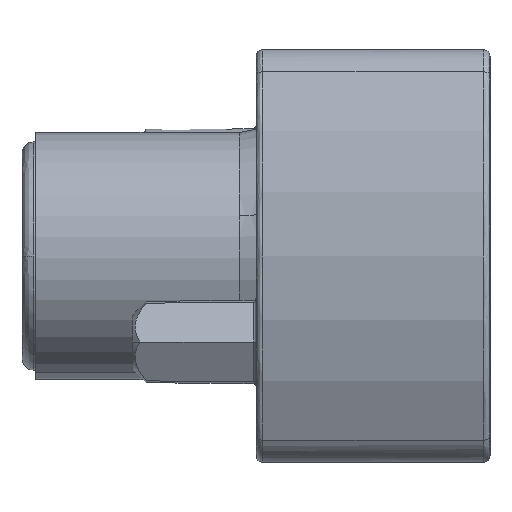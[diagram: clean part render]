
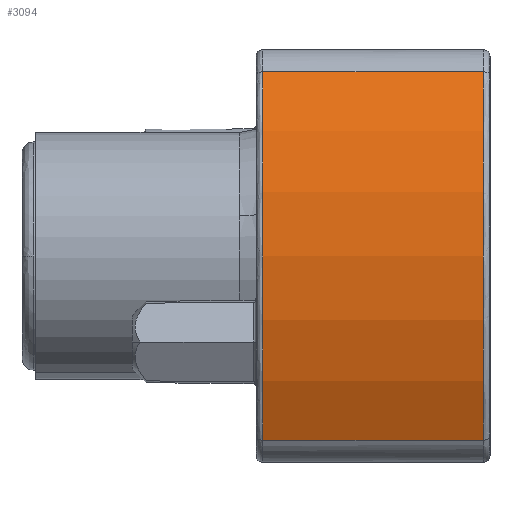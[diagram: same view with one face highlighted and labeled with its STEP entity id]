
A CAD part, left-side view. The second image highlights one B-rep face of the part: STEP entity #3094.
In plain terms, the highlighted cylindrical face has radius 7.367 mm (diameter 14.733 mm), a partial arc.
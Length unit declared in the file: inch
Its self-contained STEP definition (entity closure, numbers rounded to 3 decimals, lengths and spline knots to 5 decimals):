
#1618 = EDGE_LOOP ( 'NONE', ( #6052, #6054, #6056, #6059 ) ) ;
#2487 = CARTESIAN_POINT ( 'NONE',  ( 1.29002, 0.133, 0.15 ) ) ;
#2488 = DIRECTION ( 'NONE',  ( 0., -1., 0. ) ) ;
#2497 = DIRECTION ( 'NONE',  ( 1., 0., 0. ) ) ;
#3094 = ADVANCED_FACE ( 'NONE', ( #6486 ), #6495, .T. ) ;
#6052 = ORIENTED_EDGE ( 'NONE', *, *, #26246, .T. ) ;
#6054 = ORIENTED_EDGE ( 'NONE', *, *, #26247, .T. ) ;
#6056 = ORIENTED_EDGE ( 'NONE', *, *, #26258, .T. ) ;
#6059 = ORIENTED_EDGE ( 'NONE', *, *, #26279, .F. ) ;
#6486 = FACE_OUTER_BOUND ( 'NONE', #1618, .T. ) ;
#6495 = CYLINDRICAL_SURFACE ( 'NONE', #10628, 0.29002 ) ;
#10628 = AXIS2_PLACEMENT_3D ( 'NONE', #2487, #2488, #2497 ) ;
#11496 = AXIS2_PLACEMENT_3D ( 'NONE', #18792, #18793, #18794 ) ;
#11500 = AXIS2_PLACEMENT_3D ( 'NONE', #18978, #18979, #18980 ) ;
#17127 = CIRCLE ( 'NONE', #11496, 0.29002 ) ;
#17128 = LINE ( 'NONE', #18787, #17130 ) ;
#17130 = VECTOR ( 'NONE', #18789, 39.37008 ) ;
#17139 = LINE ( 'NONE', #18840, #17141 ) ;
#17141 = VECTOR ( 'NONE', #18845, 39.37008 ) ;
#17165 = CIRCLE ( 'NONE', #11500, 0.29002 ) ;
#18787 = CARTESIAN_POINT ( 'NONE',  ( 1.03273, 0.133, 0.01616 ) ) ;
#18789 = DIRECTION ( 'NONE',  ( 0., -1., 0. ) ) ;
#18792 = CARTESIAN_POINT ( 'NONE',  ( 1.29002, 0.005, 0.15 ) ) ;
#18793 = DIRECTION ( 'NONE',  ( 0., 1., 0. ) ) ;
#18794 = DIRECTION ( 'NONE',  ( 1., 0., 0. ) ) ;
#18840 = CARTESIAN_POINT ( 'NONE',  ( 1.03273, 0.133, 0.28384 ) ) ;
#18845 = DIRECTION ( 'NONE',  ( 0., 1., 0. ) ) ;
#18978 = CARTESIAN_POINT ( 'NONE',  ( 1.29002, 0.165, 0.15 ) ) ;
#18979 = DIRECTION ( 'NONE',  ( 0., 1., 0. ) ) ;
#18980 = DIRECTION ( 'NONE',  ( 1., 0., 0. ) ) ;
#20421 = CARTESIAN_POINT ( 'NONE',  ( 1.03273, 0.165, 0.01616 ) ) ;
#20423 = CARTESIAN_POINT ( 'NONE',  ( 1.03273, 0.005, 0.28384 ) ) ;
#20438 = CARTESIAN_POINT ( 'NONE',  ( 1.03273, 0.165, 0.28384 ) ) ;
#20578 = CARTESIAN_POINT ( 'NONE',  ( 1.03273, 0.005, 0.01616 ) ) ;
#26246 = EDGE_CURVE ( 'NONE', #27556, #27713, #17128, .T. ) ;
#26247 = EDGE_CURVE ( 'NONE', #27713, #27558, #17127, .T. ) ;
#26258 = EDGE_CURVE ( 'NONE', #27558, #27573, #17139, .T. ) ;
#26279 = EDGE_CURVE ( 'NONE', #27556, #27573, #17165, .T. ) ;
#27556 = VERTEX_POINT ( 'NONE', #20421 ) ;
#27558 = VERTEX_POINT ( 'NONE', #20423 ) ;
#27573 = VERTEX_POINT ( 'NONE', #20438 ) ;
#27713 = VERTEX_POINT ( 'NONE', #20578 ) ;
